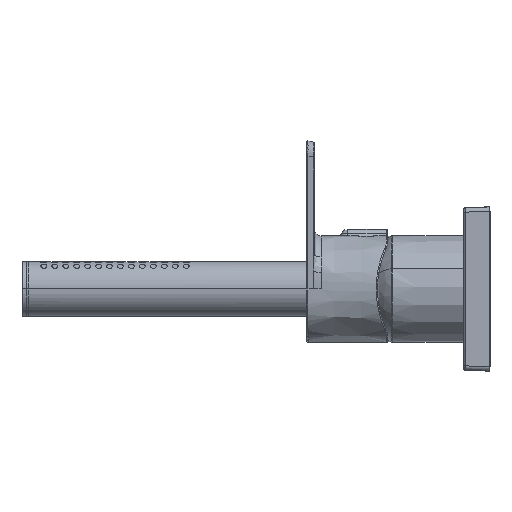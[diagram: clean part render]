
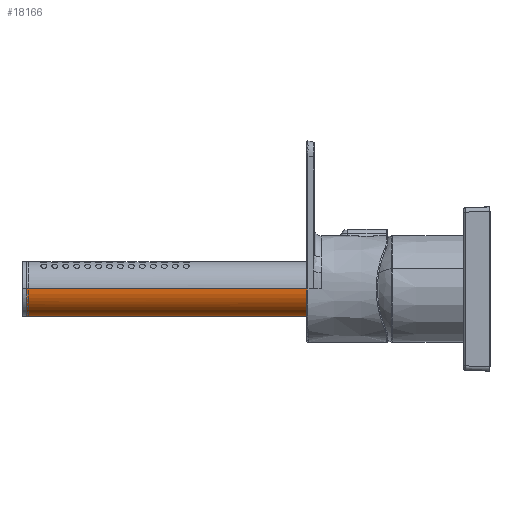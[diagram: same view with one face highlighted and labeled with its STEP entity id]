
A CAD part, left-side view. The second image highlights one B-rep face of the part: STEP entity #18166.
In plain terms, the highlighted cylindrical face has radius 12.5 mm (diameter 25 mm), a partial arc.
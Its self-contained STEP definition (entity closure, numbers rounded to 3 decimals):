
#300 = CARTESIAN_POINT ( 'NONE',  ( 180., 211.6, 0. ) ) ;
#646 = VERTEX_POINT ( 'NONE', #3548 ) ;
#684 = B_SPLINE_CURVE_WITH_KNOTS ( 'NONE', 3,
 ( #1936, #10489, #3539, #8736, #15420, #2011, #1865, #17087, #15344, #5349 ),
 .UNSPECIFIED., .F., .F.,
 ( 4, 2, 2, 2, 4 ),
 ( 0.502, 0.627, 0.751, 0.876, 1. ),
 .UNSPECIFIED. ) ;
#770 = CARTESIAN_POINT ( 'NONE',  ( 180., 211.6, 0. ) ) ;
#1182 = VERTEX_POINT ( 'NONE', #17923 ) ;
#1632 = EDGE_CURVE ( 'NONE', #646, #12893, #13122, .T. ) ;
#1865 = CARTESIAN_POINT ( 'NONE',  ( 173.612, 211.6, -10.866 ) ) ;
#1884 = CARTESIAN_POINT ( 'NONE',  ( 190.922, 211.6, -6.295 ) ) ;
#1936 = CARTESIAN_POINT ( 'NONE',  ( 167.5, 211.6, 0. ) ) ;
#1956 = CARTESIAN_POINT ( 'NONE',  ( 189.996, 211.6, -7.682 ) ) ;
#2011 = CARTESIAN_POINT ( 'NONE',  ( 172.244, 211.6, -9.937 ) ) ;
#2112 = CARTESIAN_POINT ( 'NONE',  ( 181.636, 211.6, -12.5 ) ) ;
#2309 = ORIENTED_EDGE ( 'NONE', *, *, #18806, .T. ) ;
#3077 = VECTOR ( 'NONE', #5051, 1000. ) ;
#3113 = ORIENTED_EDGE ( 'NONE', *, *, #9909, .F. ) ;
#3539 = CARTESIAN_POINT ( 'NONE',  ( 167.82, 211.6, -3.245 ) ) ;
#3548 = CARTESIAN_POINT ( 'NONE',  ( 180., 211.6, -12.5 ) ) ;
#3679 = DIRECTION ( 'NONE',  ( -1., 0., 0. ) ) ;
#3994 = DIRECTION ( 'NONE',  ( -1., 0., 0. ) ) ;
#4959 = DIRECTION ( 'NONE',  ( 0., -1., 0. ) ) ;
#5051 = DIRECTION ( 'NONE',  ( 0., -1., 0. ) ) ;
#5191 = AXIS2_PLACEMENT_3D ( 'NONE', #770, #10496, #3994 ) ;
#5204 = CARTESIAN_POINT ( 'NONE',  ( 192.5, 211.6, 0. ) ) ;
#5349 = CARTESIAN_POINT ( 'NONE',  ( 179.839, 211.6, -12.499 ) ) ;
#5583 = CARTESIAN_POINT ( 'NONE',  ( 167.5, 211.6, 0. ) ) ;
#5758 = AXIS2_PLACEMENT_3D ( 'NONE', #13295, #4959, #11700 ) ;
#6907 = CARTESIAN_POINT ( 'NONE',  ( 192.5, 211.6, -1.636 ) ) ;
#6944 = CIRCLE ( 'NONE', #5191, 12.5 ) ;
#7010 = ORIENTED_EDGE ( 'NONE', *, *, #1632, .T. ) ;
#7194 = CARTESIAN_POINT ( 'NONE',  ( 192.5, 27., 0. ) ) ;
#7717 = CARTESIAN_POINT ( 'NONE',  ( 192.5, 211.6, 0. ) ) ;
#8736 = CARTESIAN_POINT ( 'NONE',  ( 169.052, 211.6, -6.248 ) ) ;
#8824 = DIRECTION ( 'NONE',  ( 0., -1., 0. ) ) ;
#9274 = VERTEX_POINT ( 'NONE', #19370 ) ;
#9538 = EDGE_LOOP ( 'NONE', ( #7010, #13494, #10867, #3113, #2309, #13141 ) ) ;
#9909 = EDGE_CURVE ( 'NONE', #15022, #9274, #11469, .T. ) ;
#10489 = CARTESIAN_POINT ( 'NONE',  ( 167.5, 211.6, -1.623 ) ) ;
#10496 = DIRECTION ( 'NONE',  ( 0., -1., 0. ) ) ;
#10867 = ORIENTED_EDGE ( 'NONE', *, *, #19491, .F. ) ;
#11469 = LINE ( 'NONE', #5583, #19468 ) ;
#11700 = DIRECTION ( 'NONE',  ( 1., 0., 0. ) ) ;
#11859 = EDGE_CURVE ( 'NONE', #12893, #12245, #21022, .T. ) ;
#12045 = CARTESIAN_POINT ( 'NONE',  ( 192.175, 211.6, -3.272 ) ) ;
#12245 = VERTEX_POINT ( 'NONE', #7194 ) ;
#12893 = VERTEX_POINT ( 'NONE', #7717 ) ;
#13122 = B_SPLINE_CURVE_WITH_KNOTS ( 'NONE', 3,
 ( #16805, #2112, #16882, #15141, #18605, #1956, #1884, #12045, #6907, #20274 ),
 .UNSPECIFIED., .F., .F.,
 ( 4, 2, 2, 2, 4 ),
 ( 0., 0.126, 0.251, 0.377, 0.502 ),
 .UNSPECIFIED. ) ;
#13141 = ORIENTED_EDGE ( 'NONE', *, *, #21372, .T. ) ;
#13295 = CARTESIAN_POINT ( 'NONE',  ( 180., 27., 0. ) ) ;
#13494 = ORIENTED_EDGE ( 'NONE', *, *, #11859, .T. ) ;
#13656 = DIRECTION ( 'NONE',  ( 0., -1., 0. ) ) ;
#14105 = CIRCLE ( 'NONE', #5758, 12.5 ) ;
#14690 = AXIS2_PLACEMENT_3D ( 'NONE', #300, #13656, #3679 ) ;
#15022 = VERTEX_POINT ( 'NONE', #15041 ) ;
#15041 = CARTESIAN_POINT ( 'NONE',  ( 167.5, 211.6, 0. ) ) ;
#15141 = CARTESIAN_POINT ( 'NONE',  ( 186.295, 211.6, -10.922 ) ) ;
#15344 = CARTESIAN_POINT ( 'NONE',  ( 178.216, 211.6, -12.478 ) ) ;
#15420 = CARTESIAN_POINT ( 'NONE',  ( 169.964, 211.6, -7.627 ) ) ;
#16805 = CARTESIAN_POINT ( 'NONE',  ( 180., 211.6, -12.5 ) ) ;
#16882 = CARTESIAN_POINT ( 'NONE',  ( 183.272, 211.6, -12.175 ) ) ;
#17087 = CARTESIAN_POINT ( 'NONE',  ( 176.598, 211.6, -12.137 ) ) ;
#17923 = CARTESIAN_POINT ( 'NONE',  ( 179.839, 211.6, -12.499 ) ) ;
#17971 = CYLINDRICAL_SURFACE ( 'NONE', #14690, 12.5 ) ;
#18166 = ADVANCED_FACE ( 'NONE', ( #19510 ), #17971, .T. ) ;
#18605 = CARTESIAN_POINT ( 'NONE',  ( 187.682, 211.6, -9.996 ) ) ;
#18806 = EDGE_CURVE ( 'NONE', #15022, #1182, #684, .T. ) ;
#19370 = CARTESIAN_POINT ( 'NONE',  ( 167.5, 27., 0. ) ) ;
#19468 = VECTOR ( 'NONE', #8824, 1000. ) ;
#19491 = EDGE_CURVE ( 'NONE', #9274, #12245, #14105, .T. ) ;
#19510 = FACE_OUTER_BOUND ( 'NONE', #9538, .T. ) ;
#20274 = CARTESIAN_POINT ( 'NONE',  ( 192.5, 211.6, 0. ) ) ;
#21022 = LINE ( 'NONE', #5204, #3077 ) ;
#21372 = EDGE_CURVE ( 'NONE', #1182, #646, #6944, .T. ) ;
